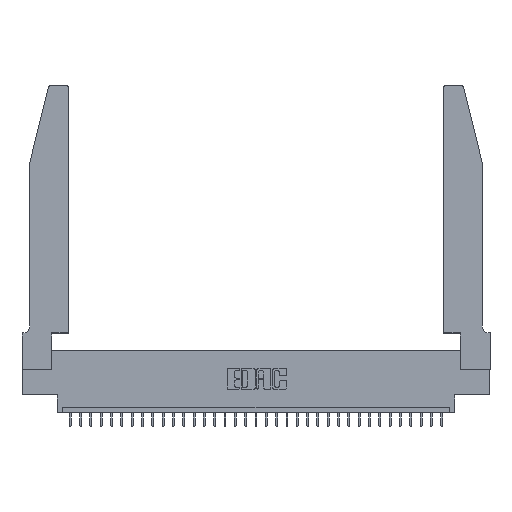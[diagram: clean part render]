
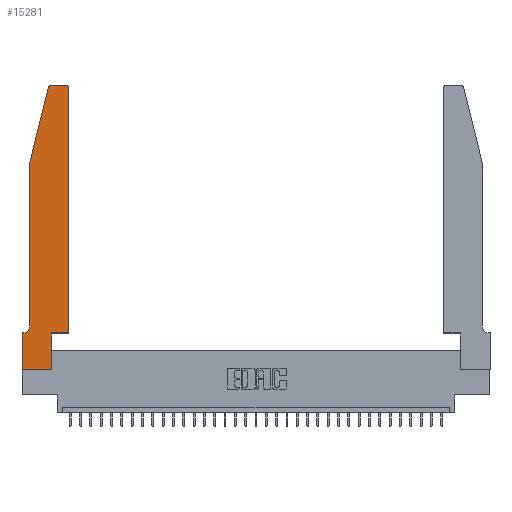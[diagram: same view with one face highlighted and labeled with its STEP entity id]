
A CAD part, top view. The second image highlights one B-rep face of the part: STEP entity #15281.
In plain terms, the highlighted planar face has unit normal (0, 0, 1).
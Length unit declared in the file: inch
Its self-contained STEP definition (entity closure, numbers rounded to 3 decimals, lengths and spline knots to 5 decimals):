
#350 = CARTESIAN_POINT ( 'NONE',  ( 0.2865, 0., 0.37 ) ) ;
#539 = DIRECTION ( 'NONE',  ( 1., 0., 0. ) ) ;
#924 = VECTOR ( 'NONE', #23806, 39.37008 ) ;
#1230 = CARTESIAN_POINT ( 'NONE',  ( 0.4505, 0.35, 0.37 ) ) ;
#1605 = CARTESIAN_POINT ( 'NONE',  ( 0.284, 2.72, 0.37 ) ) ;
#1709 = LINE ( 'NONE', #22232, #17477 ) ;
#1884 = VECTOR ( 'NONE', #19363, 39.37008 ) ;
#2171 = LINE ( 'NONE', #25920, #27912 ) ;
#2261 = ORIENTED_EDGE ( 'NONE', *, *, #11925, .T. ) ;
#2491 = CARTESIAN_POINT ( 'NONE',  ( 0.4505, 2.72, 0.37 ) ) ;
#2516 = PLANE ( 'NONE',  #24718 ) ;
#2616 = DIRECTION ( 'NONE',  ( 0., -1., 0. ) ) ;
#2681 = FACE_OUTER_BOUND ( 'NONE', #33281, .T. ) ;
#3175 = CARTESIAN_POINT ( 'NONE',  ( 0.2605, 2.75, 0.37 ) ) ;
#3201 = VERTEX_POINT ( 'NONE', #23787 ) ;
#3244 = CARTESIAN_POINT ( 'NONE',  ( 0., 0., 0.37 ) ) ;
#4620 = AXIS2_PLACEMENT_3D ( 'NONE', #6341, #24511, #16374 ) ;
#5483 = VERTEX_POINT ( 'NONE', #18389 ) ;
#5971 = EDGE_CURVE ( 'NONE', #23299, #10521, #1709, .T. ) ;
#6056 = VERTEX_POINT ( 'NONE', #17138 ) ;
#6341 = CARTESIAN_POINT ( 'NONE',  ( 0.0055, 0.42, 0.37 ) ) ;
#7502 = ORIENTED_EDGE ( 'NONE', *, *, #5971, .T. ) ;
#8236 = VERTEX_POINT ( 'NONE', #9898 ) ;
#8441 = CARTESIAN_POINT ( 'NONE',  ( 0.0755, 0.42, 0.37 ) ) ;
#8654 = LINE ( 'NONE', #1230, #1884 ) ;
#9080 = DIRECTION ( 'NONE',  ( -1., 0., 0. ) ) ;
#9898 = CARTESIAN_POINT ( 'NONE',  ( 0.0055, 0.35, 0.37 ) ) ;
#9971 = DIRECTION ( 'NONE',  ( 1., 0., 0. ) ) ;
#10465 = EDGE_CURVE ( 'NONE', #21407, #19582, #20231, .T. ) ;
#10521 = VERTEX_POINT ( 'NONE', #8441 ) ;
#10674 = EDGE_CURVE ( 'NONE', #12586, #21407, #29823, .T. ) ;
#11361 = DIRECTION ( 'NONE',  ( 0., -1., 0. ) ) ;
#11534 = ORIENTED_EDGE ( 'NONE', *, *, #26160, .T. ) ;
#11623 = LINE ( 'NONE', #3175, #30756 ) ;
#11925 = EDGE_CURVE ( 'NONE', #30976, #12586, #8654, .T. ) ;
#12037 = CARTESIAN_POINT ( 'NONE',  ( 0.4205, 2.75, 0.37 ) ) ;
#12293 = ORIENTED_EDGE ( 'NONE', *, *, #10674, .T. ) ;
#12586 = VERTEX_POINT ( 'NONE', #28924 ) ;
#12837 = DIRECTION ( 'NONE',  ( 1., 0., 0. ) ) ;
#12922 = ORIENTED_EDGE ( 'NONE', *, *, #28656, .T. ) ;
#13600 = LINE ( 'NONE', #18211, #924 ) ;
#13973 = VECTOR ( 'NONE', #19114, 39.37008 ) ;
#14533 = EDGE_CURVE ( 'NONE', #10521, #8236, #30637, .T. ) ;
#14696 = CARTESIAN_POINT ( 'NONE',  ( 0.4505, 0.35, 0.37 ) ) ;
#15243 = CARTESIAN_POINT ( 'NONE',  ( 0.4205, 2.72, 0.37 ) ) ;
#15281 = ADVANCED_FACE ( 'NONE', ( #2681 ), #2516, .T. ) ;
#15445 = ORIENTED_EDGE ( 'NONE', *, *, #29387, .T. ) ;
#15959 = LINE ( 'NONE', #21052, #32696 ) ;
#16374 = DIRECTION ( 'NONE',  ( -1., 0., 0. ) ) ;
#16401 = CARTESIAN_POINT ( 'NONE',  ( 0.0755, 2., 0.37 ) ) ;
#17097 = DIRECTION ( 'NONE',  ( 0., 1., 0. ) ) ;
#17138 = CARTESIAN_POINT ( 'NONE',  ( 0., 0., 0.37 ) ) ;
#17248 = EDGE_CURVE ( 'NONE', #19582, #5483, #11623, .T. ) ;
#17256 = EDGE_CURVE ( 'NONE', #31815, #23299, #26578, .T. ) ;
#17477 = VECTOR ( 'NONE', #11361, 39.37008 ) ;
#17614 = DIRECTION ( 'NONE',  ( -1., 0., 0. ) ) ;
#18123 = CARTESIAN_POINT ( 'NONE',  ( 0., 0.35, 0.37 ) ) ;
#18211 = CARTESIAN_POINT ( 'NONE',  ( 0.2865, 0.35, 0.37 ) ) ;
#18389 = CARTESIAN_POINT ( 'NONE',  ( 0.284, 2.75, 0.37 ) ) ;
#18699 = ORIENTED_EDGE ( 'NONE', *, *, #17256, .T. ) ;
#19114 = DIRECTION ( 'NONE',  ( -0.239, -0.971, 0. ) ) ;
#19363 = DIRECTION ( 'NONE',  ( 1., 0., 0. ) ) ;
#19582 = VERTEX_POINT ( 'NONE', #12037 ) ;
#20231 = CIRCLE ( 'NONE', #28348, 0.03 ) ;
#21052 = CARTESIAN_POINT ( 'NONE',  ( 0., 0., 0.37 ) ) ;
#21407 = VERTEX_POINT ( 'NONE', #2491 ) ;
#21426 = AXIS2_PLACEMENT_3D ( 'NONE', #1605, #31969, #29601 ) ;
#22232 = CARTESIAN_POINT ( 'NONE',  ( 0.0755, 2., 0.37 ) ) ;
#22419 = VERTEX_POINT ( 'NONE', #350 ) ;
#22942 = VECTOR ( 'NONE', #17097, 39.37008 ) ;
#23299 = VERTEX_POINT ( 'NONE', #31790 ) ;
#23782 = ORIENTED_EDGE ( 'NONE', *, *, #17248, .T. ) ;
#23787 = CARTESIAN_POINT ( 'NONE',  ( 0., 0.35, 0.37 ) ) ;
#23806 = DIRECTION ( 'NONE',  ( 0., 1., 0. ) ) ;
#24145 = CIRCLE ( 'NONE', #21426, 0.03 ) ;
#24511 = DIRECTION ( 'NONE',  ( 0., 0., -1. ) ) ;
#24718 = AXIS2_PLACEMENT_3D ( 'NONE', #18123, #31516, #12837 ) ;
#25920 = CARTESIAN_POINT ( 'NONE',  ( 0.0755, 0.35, 0.37 ) ) ;
#26160 = EDGE_CURVE ( 'NONE', #6056, #22419, #15959, .T. ) ;
#26271 = VECTOR ( 'NONE', #2616, 39.37008 ) ;
#26578 = LINE ( 'NONE', #16401, #13973 ) ;
#26832 = LINE ( 'NONE', #3244, #26271 ) ;
#27912 = VECTOR ( 'NONE', #17614, 39.37008 ) ;
#28348 = AXIS2_PLACEMENT_3D ( 'NONE', #15243, #33223, #9971 ) ;
#28656 = EDGE_CURVE ( 'NONE', #3201, #6056, #26832, .T. ) ;
#28924 = CARTESIAN_POINT ( 'NONE',  ( 0.4505, 0.35, 0.37 ) ) ;
#29208 = ORIENTED_EDGE ( 'NONE', *, *, #10465, .T. ) ;
#29387 = EDGE_CURVE ( 'NONE', #8236, #3201, #2171, .T. ) ;
#29601 = DIRECTION ( 'NONE',  ( 1., 0., 0. ) ) ;
#29823 = LINE ( 'NONE', #14696, #22942 ) ;
#29898 = EDGE_CURVE ( 'NONE', #5483, #31815, #24145, .T. ) ;
#30637 = CIRCLE ( 'NONE', #4620, 0.07 ) ;
#30671 = ORIENTED_EDGE ( 'NONE', *, *, #31396, .T. ) ;
#30756 = VECTOR ( 'NONE', #9080, 39.37008 ) ;
#30897 = ORIENTED_EDGE ( 'NONE', *, *, #14533, .T. ) ;
#30976 = VERTEX_POINT ( 'NONE', #31646 ) ;
#31396 = EDGE_CURVE ( 'NONE', #22419, #30976, #13600, .T. ) ;
#31516 = DIRECTION ( 'NONE',  ( 0., 0., 1. ) ) ;
#31646 = CARTESIAN_POINT ( 'NONE',  ( 0.2865, 0.35, 0.37 ) ) ;
#31731 = CARTESIAN_POINT ( 'NONE',  ( 0.25487, 2.72718, 0.37 ) ) ;
#31790 = CARTESIAN_POINT ( 'NONE',  ( 0.0755, 2., 0.37 ) ) ;
#31815 = VERTEX_POINT ( 'NONE', #31731 ) ;
#31969 = DIRECTION ( 'NONE',  ( 0., 0., 1. ) ) ;
#32308 = ORIENTED_EDGE ( 'NONE', *, *, #29898, .T. ) ;
#32696 = VECTOR ( 'NONE', #539, 39.37008 ) ;
#33223 = DIRECTION ( 'NONE',  ( 0., 0., 1. ) ) ;
#33281 = EDGE_LOOP ( 'NONE', ( #23782, #32308, #18699, #7502, #30897, #15445, #12922, #11534, #30671, #2261, #12293, #29208 ) ) ;
